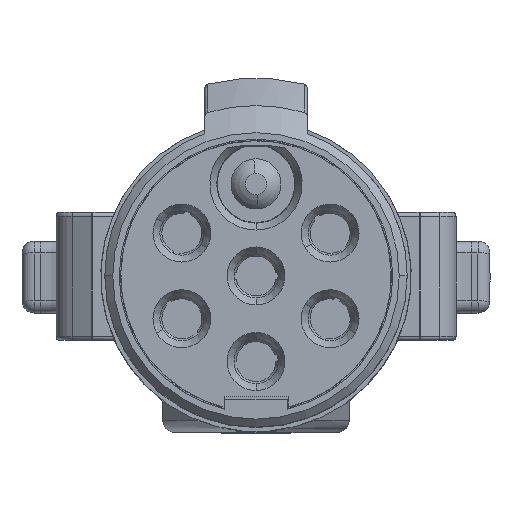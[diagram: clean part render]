
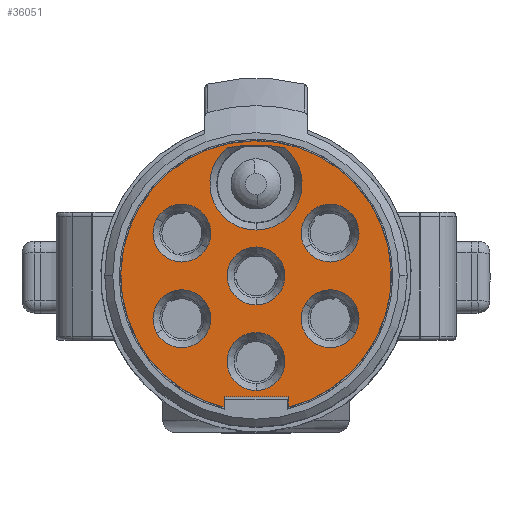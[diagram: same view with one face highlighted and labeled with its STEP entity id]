
A CAD part, top view. The second image highlights one B-rep face of the part: STEP entity #36051.
In plain terms, the highlighted planar face has unit normal (0, 0, 1).
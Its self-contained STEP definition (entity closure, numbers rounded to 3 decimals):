
#10173=CARTESIAN_POINT('',(0.,0.,0.));
#10174=DIRECTION('',(0.,0.,-1.));
#10175=DIRECTION('',(-0.237,-0.972,0.));
#10176=AXIS2_PLACEMENT_3D('',#10173,#10174,#10175);
#10178=CARTESIAN_POINT('',(0.,0.,0.));
#10179=DIRECTION('',(0.,0.,1.));
#10180=DIRECTION('',(0.237,-0.972,0.));
#10181=AXIS2_PLACEMENT_3D('',#10178,#10179,#10180);
#10183=DIRECTION('',(0.,1.,0.));
#10184=VECTOR('',#10183,1.32);
#10185=CARTESIAN_POINT('',(4.,-16.42,0.));
#10186=LINE('',#10185,#10184);
#10187=DIRECTION('',(-1.,0.,0.));
#10188=VECTOR('',#10187,8.);
#10189=CARTESIAN_POINT('',(4.,-15.1,0.));
#10190=LINE('',#10189,#10188);
#10191=DIRECTION('',(0.,1.,0.));
#10192=VECTOR('',#10191,1.32);
#10193=CARTESIAN_POINT('',(-4.,-16.42,0.));
#10194=LINE('',#10193,#10192);
#10195=CARTESIAN_POINT('',(0.,11.5,0.));
#10196=DIRECTION('',(0.,0.,-1.));
#10197=DIRECTION('',(0.626,0.78,0.));
#10198=AXIS2_PLACEMENT_3D('',#10195,#10196,#10197);
#10200=CARTESIAN_POINT('',(0.,11.5,0.));
#10201=DIRECTION('',(0.,0.,-1.));
#10202=DIRECTION('',(0.,-1.,0.));
#10203=AXIS2_PLACEMENT_3D('',#10200,#10201,#10202);
#10205=CARTESIAN_POINT('',(0.,0.,0.));
#10206=DIRECTION('',(0.,0.,1.));
#10207=DIRECTION('',(0.,-1.,0.));
#10208=AXIS2_PLACEMENT_3D('',#10205,#10206,#10207);
#10210=CARTESIAN_POINT('',(0.,0.,0.));
#10211=DIRECTION('',(0.,0.,1.));
#10212=DIRECTION('',(0.,1.,0.));
#10213=AXIS2_PLACEMENT_3D('',#10210,#10211,#10212);
#10215=CARTESIAN_POINT('',(0.,-10.7,0.));
#10216=DIRECTION('',(0.,0.,-1.));
#10217=DIRECTION('',(0.,-1.,0.));
#10218=AXIS2_PLACEMENT_3D('',#10215,#10216,#10217);
#10220=CARTESIAN_POINT('',(0.,-10.7,0.));
#10221=DIRECTION('',(0.,0.,-1.));
#10222=DIRECTION('',(0.,1.,0.));
#10223=AXIS2_PLACEMENT_3D('',#10220,#10221,#10222);
#10225=CARTESIAN_POINT('',(-9.266,-5.35,0.));
#10226=DIRECTION('',(0.,0.,-1.));
#10227=DIRECTION('',(-0.866,-0.5,0.));
#10228=AXIS2_PLACEMENT_3D('',#10225,#10226,#10227);
#10230=CARTESIAN_POINT('',(-9.266,-5.35,0.));
#10231=DIRECTION('',(0.,0.,-1.));
#10232=DIRECTION('',(0.866,0.5,0.));
#10233=AXIS2_PLACEMENT_3D('',#10230,#10231,#10232);
#10235=CARTESIAN_POINT('',(-9.266,5.35,0.));
#10236=DIRECTION('',(0.,0.,-1.));
#10237=DIRECTION('',(-0.866,0.5,0.));
#10238=AXIS2_PLACEMENT_3D('',#10235,#10236,#10237);
#10240=CARTESIAN_POINT('',(-9.266,5.35,0.));
#10241=DIRECTION('',(0.,0.,-1.));
#10242=DIRECTION('',(0.866,-0.5,0.));
#10243=AXIS2_PLACEMENT_3D('',#10240,#10241,#10242);
#10245=CARTESIAN_POINT('',(9.266,5.35,0.));
#10246=DIRECTION('',(0.,0.,-1.));
#10247=DIRECTION('',(0.866,0.5,0.));
#10248=AXIS2_PLACEMENT_3D('',#10245,#10246,#10247);
#10250=CARTESIAN_POINT('',(9.266,5.35,0.));
#10251=DIRECTION('',(0.,0.,-1.));
#10252=DIRECTION('',(-0.866,-0.5,0.));
#10253=AXIS2_PLACEMENT_3D('',#10250,#10251,#10252);
#10255=CARTESIAN_POINT('',(9.266,-5.35,0.));
#10256=DIRECTION('',(0.,0.,-1.));
#10257=DIRECTION('',(0.866,-0.5,0.));
#10258=AXIS2_PLACEMENT_3D('',#10255,#10256,#10257);
#10260=CARTESIAN_POINT('',(9.266,-5.35,0.));
#10261=DIRECTION('',(0.,0.,-1.));
#10262=DIRECTION('',(-0.866,0.5,0.));
#10263=AXIS2_PLACEMENT_3D('',#10260,#10261,#10262);
#10362=CARTESIAN_POINT('',(2.444,16.722,
0.));
#10486=CARTESIAN_POINT('',(3.607,15.998,
0.));
#10492=CARTESIAN_POINT('',(0.,0.,0.));
#10493=DIRECTION('',(0.,0.,-1.));
#10494=DIRECTION('',(-0.22,0.976,0.));
#10495=AXIS2_PLACEMENT_3D('',#10492,#10493,#10494);
#10497=CARTESIAN_POINT('',(-3.607,15.998,
0.));
#25402=CARTESIAN_POINT('',(4.,-16.42,0.));
#25403=CARTESIAN_POINT('',(4.,-15.1,0.));
#25404=VERTEX_POINT('',#25402);
#25405=VERTEX_POINT('',#25403);
#25406=CARTESIAN_POINT('',(-4.,-15.1,0.));
#25407=VERTEX_POINT('',#25406);
#25408=CARTESIAN_POINT('',(-4.,-16.42,0.));
#25409=VERTEX_POINT('',#25408);
#25428=CARTESIAN_POINT('',(0.,-3.616,0.));
#25429=CARTESIAN_POINT('',(0.,3.616,0.));
#25430=VERTEX_POINT('',#25428);
#25431=VERTEX_POINT('',#25429);
#25440=CARTESIAN_POINT('',(0.,-14.316,0.));
#25441=CARTESIAN_POINT('',(0.,-7.084,0.));
#25442=VERTEX_POINT('',#25440);
#25443=VERTEX_POINT('',#25441);
#25452=CARTESIAN_POINT('',(-12.398,-7.158,
0.));
#25453=CARTESIAN_POINT('',(-6.135,-3.542,
0.));
#25454=VERTEX_POINT('',#25452);
#25455=VERTEX_POINT('',#25453);
#25464=CARTESIAN_POINT('',(-12.398,7.158,
0.));
#25465=CARTESIAN_POINT('',(-6.135,3.542,
0.));
#25466=VERTEX_POINT('',#25464);
#25467=VERTEX_POINT('',#25465);
#25476=CARTESIAN_POINT('',(12.398,7.158,
0.));
#25477=CARTESIAN_POINT('',(6.135,3.542,
0.));
#25478=VERTEX_POINT('',#25476);
#25479=VERTEX_POINT('',#25477);
#25488=CARTESIAN_POINT('',(12.398,-7.158,
0.));
#25489=CARTESIAN_POINT('',(6.135,-3.542,
0.));
#25490=VERTEX_POINT('',#25488);
#25491=VERTEX_POINT('',#25489);
#25492=CARTESIAN_POINT('',(0.,5.734,0.));
#25494=VERTEX_POINT('',#25492);
#25496=VERTEX_POINT('',#10497);
#25498=VERTEX_POINT('',#10486);
#25500=VERTEX_POINT('',#10362);
#35991=CARTESIAN_POINT('',(0.,0.,0.));
#35992=DIRECTION('',(0.,0.,1.));
#35993=DIRECTION('',(0.,1.,0.));
#35994=AXIS2_PLACEMENT_3D('',#35991,#35992,#35993);
#35995=PLANE('',#35994);
#35997=ORIENTED_EDGE('',*,*,#35996,.T.);
#35999=ORIENTED_EDGE('',*,*,#35998,.F.);
#36001=ORIENTED_EDGE('',*,*,#36000,.T.);
#36003=ORIENTED_EDGE('',*,*,#36002,.T.);
#36005=ORIENTED_EDGE('',*,*,#36004,.F.);
#36006=EDGE_LOOP('',(#35997,#35999,#36001,#36003,#36005));
#36007=FACE_OUTER_BOUND('',#36006,.F.);
#36009=ORIENTED_EDGE('',*,*,#36008,.F.);
#36011=ORIENTED_EDGE('',*,*,#36010,.F.);
#36013=ORIENTED_EDGE('',*,*,#36012,.F.);
#36014=EDGE_LOOP('',(#36009,#36011,#36013));
#36015=FACE_BOUND('',#36014,.F.);
#36017=ORIENTED_EDGE('',*,*,#36016,.T.);
#36018=ORIENTED_EDGE('',*,*,#35981,.T.);
#36019=EDGE_LOOP('',(#36017,#36018));
#36020=FACE_BOUND('',#36019,.F.);
#36022=ORIENTED_EDGE('',*,*,#36021,.F.);
#36024=ORIENTED_EDGE('',*,*,#36023,.F.);
#36025=EDGE_LOOP('',(#36022,#36024));
#36026=FACE_BOUND('',#36025,.F.);
#36028=ORIENTED_EDGE('',*,*,#36027,.F.);
#36030=ORIENTED_EDGE('',*,*,#36029,.F.);
#36031=EDGE_LOOP('',(#36028,#36030));
#36032=FACE_BOUND('',#36031,.F.);
#36034=ORIENTED_EDGE('',*,*,#36033,.F.);
#36036=ORIENTED_EDGE('',*,*,#36035,.F.);
#36037=EDGE_LOOP('',(#36034,#36036));
#36038=FACE_BOUND('',#36037,.F.);
#36040=ORIENTED_EDGE('',*,*,#36039,.F.);
#36042=ORIENTED_EDGE('',*,*,#36041,.F.);
#36043=EDGE_LOOP('',(#36040,#36042));
#36044=FACE_BOUND('',#36043,.F.);
#36046=ORIENTED_EDGE('',*,*,#36045,.F.);
#36048=ORIENTED_EDGE('',*,*,#36047,.F.);
#36049=EDGE_LOOP('',(#36046,#36048));
#36050=FACE_BOUND('',#36049,.F.);
#36051=ADVANCED_FACE('',(#36007,#36015,#36020,#36026,#36032,#36038,#36044,
#36050),#35995,.T.);
#10177=CIRCLE('',#10176,16.9);
#10182=CIRCLE('',#10181,16.9);
#10199=CIRCLE('',#10198,5.766);
#10204=CIRCLE('',#10203,5.766);
#10209=CIRCLE('',#10208,3.616);
#10214=CIRCLE('',#10213,3.616);
#10219=CIRCLE('',#10218,3.616);
#10224=CIRCLE('',#10223,3.616);
#10229=CIRCLE('',#10228,3.616);
#10234=CIRCLE('',#10233,3.616);
#10239=CIRCLE('',#10238,3.616);
#10244=CIRCLE('',#10243,3.616);
#10249=CIRCLE('',#10248,3.616);
#10254=CIRCLE('',#10253,3.616);
#10259=CIRCLE('',#10258,3.616);
#10264=CIRCLE('',#10263,3.616);
#10496=CIRCLE('',#10495,16.4);
#35981=EDGE_CURVE('',#25431,#25430,#10214,.T.);
#35996=EDGE_CURVE('',#25409,#25500,#10177,.T.);
#35998=EDGE_CURVE('',#25404,#25500,#10182,.T.);
#36000=EDGE_CURVE('',#25404,#25405,#10186,.T.);
#36002=EDGE_CURVE('',#25405,#25407,#10190,.T.);
#36004=EDGE_CURVE('',#25409,#25407,#10194,.T.);
#36008=EDGE_CURVE('',#25498,#25494,#10199,.T.);
#36010=EDGE_CURVE('',#25496,#25498,#10496,.T.);
#36012=EDGE_CURVE('',#25494,#25496,#10204,.T.);
#36016=EDGE_CURVE('',#25430,#25431,#10209,.T.);
#36021=EDGE_CURVE('',#25442,#25443,#10219,.T.);
#36023=EDGE_CURVE('',#25443,#25442,#10224,.T.);
#36027=EDGE_CURVE('',#25454,#25455,#10229,.T.);
#36029=EDGE_CURVE('',#25455,#25454,#10234,.T.);
#36033=EDGE_CURVE('',#25466,#25467,#10239,.T.);
#36035=EDGE_CURVE('',#25467,#25466,#10244,.T.);
#36039=EDGE_CURVE('',#25478,#25479,#10249,.T.);
#36041=EDGE_CURVE('',#25479,#25478,#10254,.T.);
#36045=EDGE_CURVE('',#25490,#25491,#10259,.T.);
#36047=EDGE_CURVE('',#25491,#25490,#10264,.T.);
